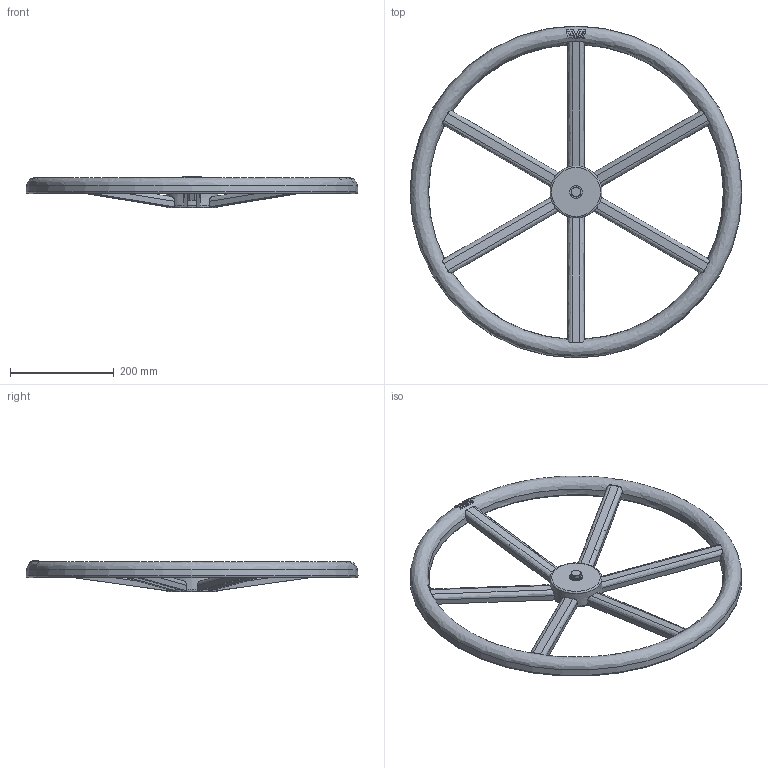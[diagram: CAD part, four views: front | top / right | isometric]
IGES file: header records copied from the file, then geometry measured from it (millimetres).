
Start section: SolidWorks IGES file using analytic representation for surfaces
Global section: file name: O_08_A_DN350-500_AA0_igs.igs; native system: SolidWorks 2012; preprocessor: SolidWorks 2012; author: pbm; date: 160928.105443; units: millimetre
Bounding box: 640 x 640 x 59.82 mm (x, y, z)
Surface area: 464181.7 mm2 (no closed solid volume)
Topology: 0 solids, 0 shells, 214 faces, 1530 edges, 1513 vertices
Faces by surface type: bspline 156, revolution 58
